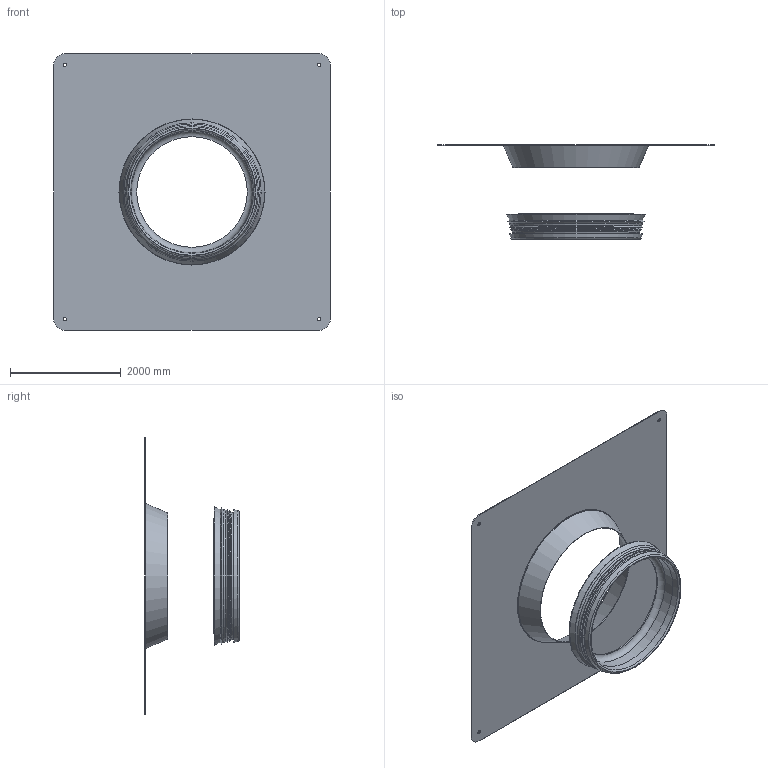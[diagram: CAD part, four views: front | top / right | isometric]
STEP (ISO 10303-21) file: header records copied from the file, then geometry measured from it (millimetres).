
FILE_DESCRIPTION(/* description */ (''),/* implementation_level */ '2;1');
FILE_NAME(/* name */ '15073.200X_3D.stp',/* time_stamp */ '2025-09-09T09:48:30+02:00',/* author */ ('N.Hausmann'),/* organization */ (''),/* preprocessor_version */ 'ST-DEVELOPER v20',/* originating_system */ 'AutoCAD Mechanical',/* authorisation */ '');
FILE_SCHEMA (('AUTOMOTIVE_DESIGN { 1 0 10303 214 3 1 1 }'));
Length unit declared in the file: centimetre
Products named in the file (2): Product; *S0
Assembly tree (1 placements, depth 2):
  Product
    *S0
Bounding box: 5000 x 1705.61 x 5000 mm (x, y, z)
Volume: 505473088.3 mm3; surface area: 56513071.7 mm2
Topology: 2 solids, 2 shells, 44 faces, 97 edges, 60 vertices
Faces by surface type: cone 16, plane 11, cylinder 10, torus 7
Full cylindrical faces by diameter (mm): 60 x4, 2000 x1, 2200 x1
Entity records: 1302 total; most frequent: DIRECTION 250, CARTESIAN_POINT 204, ORIENTED_EDGE 194, AXIS2_PLACEMENT_3D 106, EDGE_CURVE 97, VERTEX_POINT 60, EDGE_LOOP 59, CIRCLE 59
